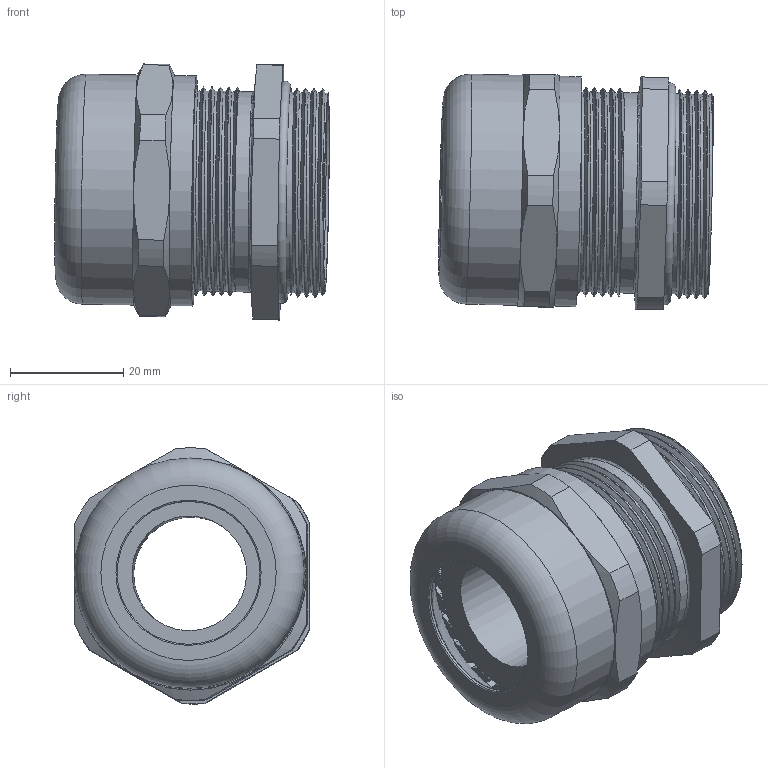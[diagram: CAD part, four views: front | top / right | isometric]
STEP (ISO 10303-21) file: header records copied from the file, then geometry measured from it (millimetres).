
FILE_DESCRIPTION(/* description */ ('Euro-Top PG 29 Edelstahl, KB: 12-20 mm'),/* implementation_level */ '2;1');
FILE_NAME(/* name */ '90180429-RST.stp',/* time_stamp */ '2019-12-16T14:46:29+01:00',/* author */ ('sl'),/* organization */ (''),/* preprocessor_version */ 'ST-DEVELOPER v16.5',/* originating_system */ 'Autodesk Inventor 2017',/* authorisation */ '');
FILE_SCHEMA (('AUTOMOTIVE_DESIGN { 1 0 10303 214 3 1 1 }'));
Length unit declared in the file: millimetre
Products named in the file (6): 90180429; 90080429; 90180429_1; 90080429_1; 90080429_2; 90080429_3
Assembly tree (5 placements, depth 2):
  90180429
    90080429
    90180429_1
    90080429_1
    90080429_2
    90080429_3
Bounding box: 48.48 x 41.61 x 45.21 mm (x, y, z)
Volume: 26437.2 mm3; surface area: 25597.8 mm2
Topology: 5 solids, 5 shells, 469 faces, 1143 edges, 684 vertices
Faces by surface type: cylinder 177, plane 129, torus 69, bspline 48, cone 26, sphere 20
Full cylindrical faces by diameter (mm): 20.26 x1, 25.24 x1, 25.8 x2, 26.1 x2, 30.44 x1, 30.73 x1, 32.07 x1, 32.09 x1, 32.69 x1, 34.94 x1, 35.3 x10, 35.348 x4, 35.4 x1, 38.148 x1, 40.62 x2
Entity records: 18750 total; most frequent: CARTESIAN_POINT 8241, DIRECTION 2292, ORIENTED_EDGE 2116, EDGE_CURVE 1058, AXIS2_PLACEMENT_3D 972, VERTEX_POINT 647, CIRCLE 554, EDGE_LOOP 499
